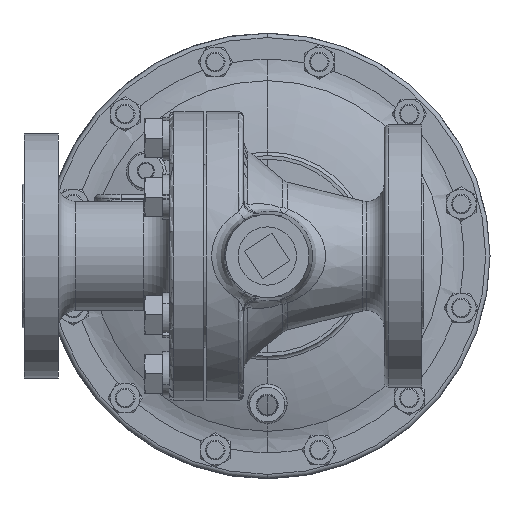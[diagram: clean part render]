
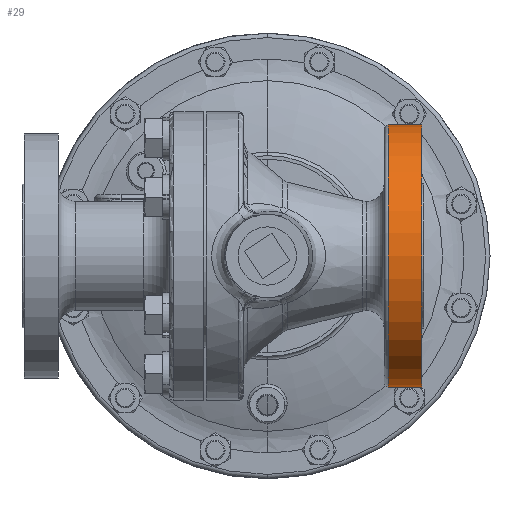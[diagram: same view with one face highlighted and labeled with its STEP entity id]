
A CAD part, front view. The second image highlights one B-rep face of the part: STEP entity #29.
In plain terms, the highlighted cylindrical face has radius 95.25 mm (diameter 190.5 mm), a partial arc.
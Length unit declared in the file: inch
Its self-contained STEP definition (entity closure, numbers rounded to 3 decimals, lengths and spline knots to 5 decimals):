
#29 = ADVANCED_FACE ( 'NONE', ( #16325 ), #33054, .T. ) ;
#425 = CARTESIAN_POINT ( 'NONE',  ( -2.49862, 0., 0. ) ) ;
#2562 = DIRECTION ( 'NONE',  ( 0., 0., 1. ) ) ;
#2779 = AXIS2_PLACEMENT_3D ( 'NONE', #425, #21467, #31253 ) ;
#4245 = LINE ( 'NONE', #13317, #29545 ) ;
#5614 = CARTESIAN_POINT ( 'NONE',  ( 3.469, 0., 3.75 ) ) ;
#7472 = DIRECTION ( 'NONE',  ( -1., 0., 0. ) ) ;
#9014 = DIRECTION ( 'NONE',  ( 1., 0., 0. ) ) ;
#11693 = DIRECTION ( 'NONE',  ( 0., 0., 1. ) ) ;
#12624 = VERTEX_POINT ( 'NONE', #29523 ) ;
#13120 = LINE ( 'NONE', #39288, #19838 ) ;
#13317 = CARTESIAN_POINT ( 'NONE',  ( -2.49862, 0., 3.75 ) ) ;
#13968 = VERTEX_POINT ( 'NONE', #5614 ) ;
#15362 = CIRCLE ( 'NONE', #23135, 3.75 ) ;
#16016 = EDGE_CURVE ( 'NONE', #30845, #12624, #23946, .T. ) ;
#16325 = FACE_OUTER_BOUND ( 'NONE', #28290, .T. ) ;
#17742 = CARTESIAN_POINT ( 'NONE',  ( 4.42, 0., 0. ) ) ;
#18941 = ORIENTED_EDGE ( 'NONE', *, *, #27226, .T. ) ;
#19048 = EDGE_CURVE ( 'NONE', #12624, #13968, #4245, .T. ) ;
#19838 = VECTOR ( 'NONE', #20466, 39.37008 ) ;
#20466 = DIRECTION ( 'NONE',  ( -1., 0., 0. ) ) ;
#21467 = DIRECTION ( 'NONE',  ( -1., 0., 0. ) ) ;
#23135 = AXIS2_PLACEMENT_3D ( 'NONE', #29977, #9014, #11693 ) ;
#23946 = CIRCLE ( 'NONE', #24887, 3.75 ) ;
#24887 = AXIS2_PLACEMENT_3D ( 'NONE', #17742, #32995, #2562 ) ;
#27226 = EDGE_CURVE ( 'NONE', #13968, #32984, #15362, .T. ) ;
#28290 = EDGE_LOOP ( 'NONE', ( #35691, #38936, #30420, #18941 ) ) ;
#29523 = CARTESIAN_POINT ( 'NONE',  ( 4.42, 0., 3.75 ) ) ;
#29545 = VECTOR ( 'NONE', #7472, 39.37008 ) ;
#29750 = CARTESIAN_POINT ( 'NONE',  ( 3.469, 0., -3.75 ) ) ;
#29977 = CARTESIAN_POINT ( 'NONE',  ( 3.469, 0., 0. ) ) ;
#30420 = ORIENTED_EDGE ( 'NONE', *, *, #19048, .T. ) ;
#30845 = VERTEX_POINT ( 'NONE', #31616 ) ;
#31253 = DIRECTION ( 'NONE',  ( 0., 0., 1. ) ) ;
#31616 = CARTESIAN_POINT ( 'NONE',  ( 4.42, 0., -3.75 ) ) ;
#32984 = VERTEX_POINT ( 'NONE', #29750 ) ;
#32995 = DIRECTION ( 'NONE',  ( -1., 0., 0. ) ) ;
#33054 = CYLINDRICAL_SURFACE ( 'NONE', #2779, 3.75 ) ;
#35392 = EDGE_CURVE ( 'NONE', #30845, #32984, #13120, .T. ) ;
#35691 = ORIENTED_EDGE ( 'NONE', *, *, #35392, .F. ) ;
#38936 = ORIENTED_EDGE ( 'NONE', *, *, #16016, .T. ) ;
#39288 = CARTESIAN_POINT ( 'NONE',  ( -2.49862, 0., -3.75 ) ) ;
